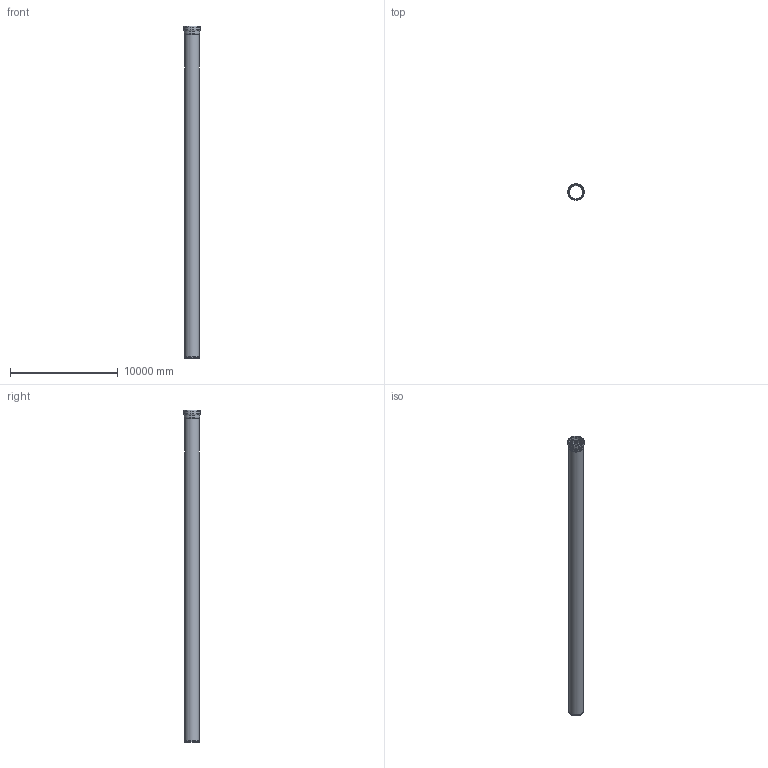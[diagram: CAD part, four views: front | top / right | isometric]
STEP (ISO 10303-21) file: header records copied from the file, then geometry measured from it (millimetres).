
FILE_DESCRIPTION(/* description */ (''),/* implementation_level */ '2;1');
FILE_NAME(/* name */ '01001.125X_3D.stp',/* time_stamp */ '2025-03-12T11:16:15+01:00',/* author */ ('N.Hausmann'),/* organization */ (''),/* preprocessor_version */ 'ST-DEVELOPER v20',/* originating_system */ 'AutoCAD Mechanical',/* authorisation */ '');
FILE_SCHEMA (('AUTOMOTIVE_DESIGN { 1 0 10303 214 3 1 1 }'));
Length unit declared in the file: centimetre
Products named in the file (2): Product; *S0
Assembly tree (1 placements, depth 2):
  Product
    *S0
Bounding box: 1520 x 1520 x 30750 mm (x, y, z)
Volume: 3160601271.2 mm3; surface area: 253121777.7 mm2
Topology: 1 solids, 1 shells, 25 faces, 66 edges, 42 vertices
Faces by surface type: torus 13, cylinder 5, cone 4, bspline 2, plane 1
Full cylindrical faces by diameter (mm): 1280 x1, 1330 x1, 1380 x1, 1430 x1, 1520 x1
Entity records: 1871 total; most frequent: CARTESIAN_POINT 1169, DIRECTION 167, ORIENTED_EDGE 132, AXIS2_PLACEMENT_3D 79, EDGE_CURVE 66, CIRCLE 53, VERTEX_POINT 42, EDGE_LOOP 26
